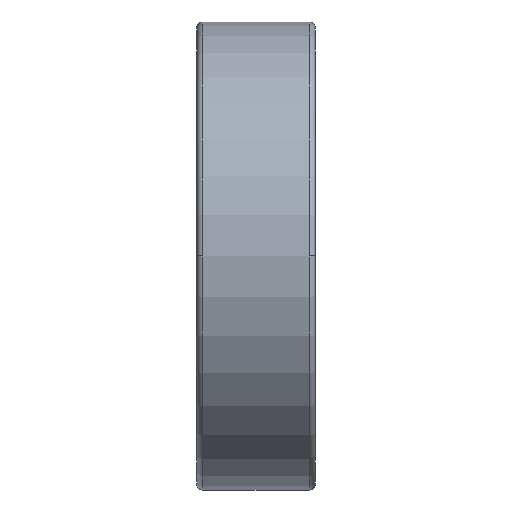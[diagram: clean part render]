
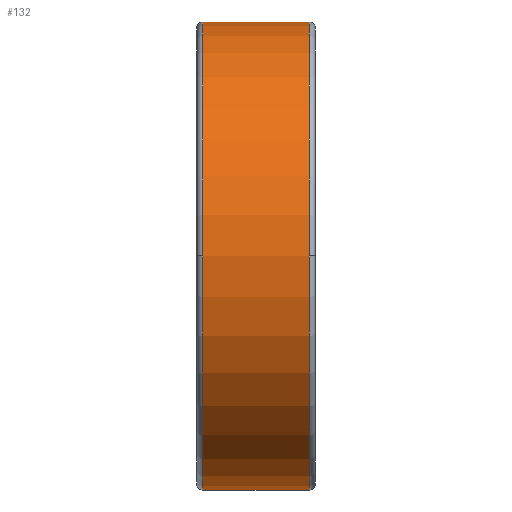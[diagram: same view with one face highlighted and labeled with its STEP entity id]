
A CAD part, front view. The second image highlights one B-rep face of the part: STEP entity #132.
In plain terms, the highlighted cylindrical face has radius 85 mm (diameter 170 mm), a partial arc.
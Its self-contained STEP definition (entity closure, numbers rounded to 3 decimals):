
#132=ADVANCED_FACE('',(#341),#342,.T.);
#341=FACE_OUTER_BOUND('',#648,.T.);
#342=CYLINDRICAL_SURFACE('',#649,85.0);
#648=EDGE_LOOP('',(#946,#947,#948,#949,#950,#951));
#649=AXIS2_PLACEMENT_3D('',#952,#953,#954);
#946=ORIENTED_EDGE('',*,*,#1734,.F.);
#947=ORIENTED_EDGE('',*,*,#1735,.T.);
#948=ORIENTED_EDGE('',*,*,#1736,.T.);
#949=ORIENTED_EDGE('',*,*,#1737,.F.);
#950=ORIENTED_EDGE('',*,*,#1738,.F.);
#951=ORIENTED_EDGE('',*,*,#1730,.F.);
#952=CARTESIAN_POINT('',(21.5,0.0,0.0));
#953=DIRECTION('',(-1.0,0.0,0.0));
#954=DIRECTION('',(0.0,0.,1.0));
#1730=EDGE_CURVE('',#2055,#2057,#2058,.T.);
#1734=EDGE_CURVE('',#2063,#2055,#2064,.T.);
#1735=EDGE_CURVE('',#2063,#2065,#2066,.T.);
#1736=EDGE_CURVE('',#2065,#2067,#2068,.T.);
#1737=EDGE_CURVE('',#2069,#2067,#2070,.T.);
#1738=EDGE_CURVE('',#2057,#2069,#2071,.T.);
#2055=VERTEX_POINT('',#2521);
#2057=VERTEX_POINT('',#2523);
#2058=CIRCLE('',#2524,85.0);
#2063=VERTEX_POINT('',#2529);
#2064=LINE('',#2530,#2531);
#2065=VERTEX_POINT('',#2532);
#2066=CIRCLE('',#2533,85.0);
#2067=VERTEX_POINT('',#2534);
#2068=CIRCLE('',#2535,85.0);
#2069=VERTEX_POINT('',#2536);
#2070=LINE('',#2537,#2538);
#2071=CIRCLE('',#2539,85.0);
#2521=CARTESIAN_POINT('',(40.9,0.,85.0));
#2523=CARTESIAN_POINT('',(40.9,-85.0,0.));
#2524=AXIS2_PLACEMENT_3D('',#3030,#3031,#3032);
#2529=CARTESIAN_POINT('',(2.1,0.,85.0));
#2530=CARTESIAN_POINT('',(21.5,0.,85.0));
#2531=VECTOR('',#3039,1.0);
#2532=CARTESIAN_POINT('',(2.1,-85.0,0.));
#2533=AXIS2_PLACEMENT_3D('',#3040,#3041,#3042);
#2534=CARTESIAN_POINT('',(2.1,0.,-85.0));
#2535=AXIS2_PLACEMENT_3D('',#3043,#3044,#3045);
#2536=CARTESIAN_POINT('',(40.9,0.,-85.0));
#2537=CARTESIAN_POINT('',(21.5,0.,-85.0));
#2538=VECTOR('',#3046,1.0);
#2539=AXIS2_PLACEMENT_3D('',#3047,#3048,#3049);
#3030=CARTESIAN_POINT('',(40.9,0.0,0.0));
#3031=DIRECTION('',(1.0,0.0,-0.0));
#3032=DIRECTION('',(0.0,0.,1.0));
#3039=DIRECTION('',(1.0,0.0,0.0));
#3040=CARTESIAN_POINT('',(2.1,0.0,0.0));
#3041=DIRECTION('',(1.0,0.0,-0.0));
#3042=DIRECTION('',(0.0,0.,1.0));
#3043=CARTESIAN_POINT('',(2.1,0.0,0.0));
#3044=DIRECTION('',(1.0,0.0,-0.0));
#3045=DIRECTION('',(0.0,0.,1.0));
#3046=DIRECTION('',(-1.0,-0.0,-0.0));
#3047=CARTESIAN_POINT('',(40.9,0.0,0.0));
#3048=DIRECTION('',(1.0,0.0,-0.0));
#3049=DIRECTION('',(0.0,0.,1.0));
